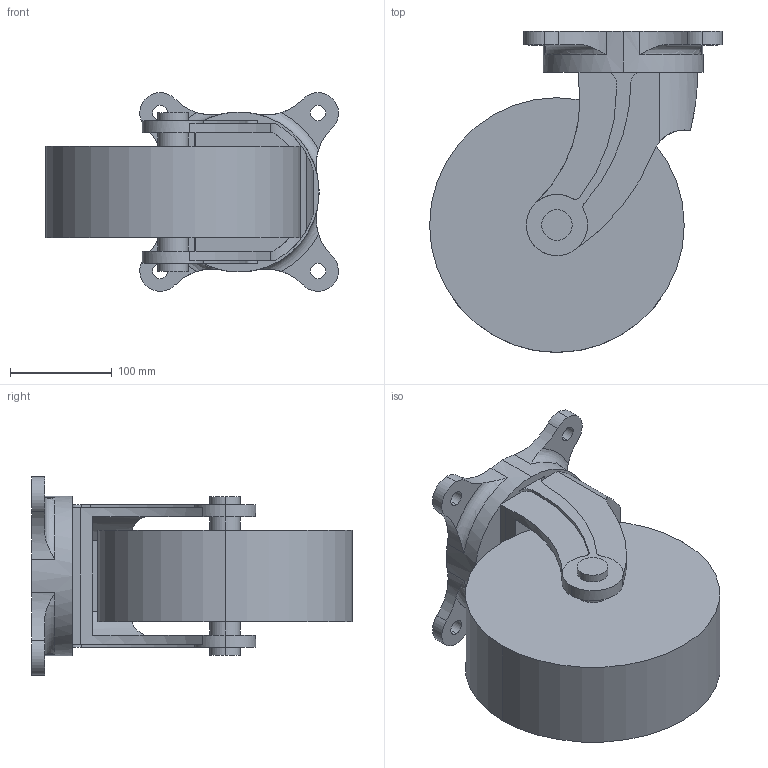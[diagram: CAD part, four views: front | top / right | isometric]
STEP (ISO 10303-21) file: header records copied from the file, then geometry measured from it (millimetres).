
FILE_DESCRIPTION (( 'STEP AP203' ), '1' );
FILE_NAME ('K-51-250.STEP', '2013-04-16T09:21:57', ( '' ), ( '' ), 'SwSTEP 2.0', 'SolidWorks 2012', '' );
FILE_SCHEMA (( 'CONFIG_CONTROL_DESIGN' ));
Length unit declared in the file: millimetre
Products named in the file (1): K-51-250
Bounding box: 287.49 x 315 x 194.99 mm (x, y, z)
Volume: 5926587.3 mm3; surface area: 326533.3 mm2
Topology: 1 solids, 1 shells, 93 faces, 257 edges, 170 vertices
Faces by surface type: cylinder 65, plane 24, torus 4
Entity records: 3400 total; most frequent: CARTESIAN_POINT 811, DIRECTION 575, ORIENTED_EDGE 514, EDGE_CURVE 257, AXIS2_PLACEMENT_3D 240, VERTEX_POINT 170, CIRCLE 146, EDGE_LOOP 107
